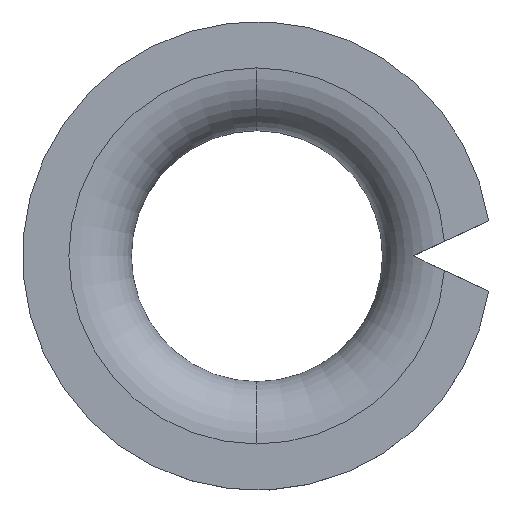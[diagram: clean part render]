
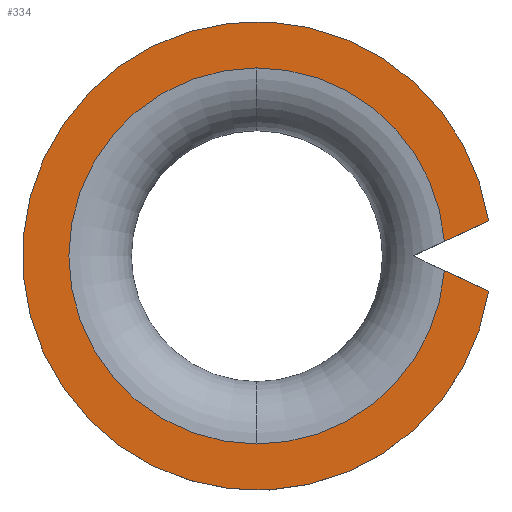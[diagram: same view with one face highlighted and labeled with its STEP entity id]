
A CAD part, top view. The second image highlights one B-rep face of the part: STEP entity #334.
In plain terms, the highlighted planar face has unit normal (0, 0, 1).
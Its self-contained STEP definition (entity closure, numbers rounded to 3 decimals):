
#41=DIRECTION('',(0.906,-0.423,0.));
#42=VECTOR('',#41,1.559);
#43=CARTESIAN_POINT('',(6.002,-0.467,0.));
#44=LINE('',#43,#42);
#45=DIRECTION('',(-0.906,-0.423,0.));
#46=VECTOR('',#45,1.559);
#47=CARTESIAN_POINT('',(7.415,1.126,0.));
#48=LINE('',#47,#46);
#49=CARTESIAN_POINT('',(0.,0.,0.));
#50=DIRECTION('',(0.,0.,1.));
#51=DIRECTION('',(0.997,0.078,0.));
#52=AXIS2_PLACEMENT_3D('',#49,#50,#51);
#54=CARTESIAN_POINT('',(0.,0.,0.));
#55=DIRECTION('',(0.,0.,-1.));
#56=DIRECTION('',(0.,-1.,0.));
#57=AXIS2_PLACEMENT_3D('',#54,#55,#56);
#59=CARTESIAN_POINT('',(0.,0.,0.));
#60=DIRECTION('',(0.,0.,1.));
#61=DIRECTION('',(0.,-1.,0.));
#62=AXIS2_PLACEMENT_3D('',#59,#60,#61);
#73=CARTESIAN_POINT('',(0.,0.,0.));
#74=DIRECTION('',(0.,0.,1.));
#75=DIRECTION('',(0.989,0.15,0.));
#76=AXIS2_PLACEMENT_3D('',#73,#74,#75);
#240=CARTESIAN_POINT('',(0.,-6.02,0.));
#241=VERTEX_POINT('',#240);
#242=CARTESIAN_POINT('',(0.,6.02,0.));
#243=VERTEX_POINT('',#242);
#246=CARTESIAN_POINT('',(6.002,-0.467,0.));
#247=CARTESIAN_POINT('',(7.415,-1.126,0.));
#248=VERTEX_POINT('',#246);
#249=VERTEX_POINT('',#247);
#250=CARTESIAN_POINT('',(7.415,1.126,0.));
#251=CARTESIAN_POINT('',(6.002,0.467,0.));
#252=VERTEX_POINT('',#250);
#253=VERTEX_POINT('',#251);
#319=CARTESIAN_POINT('',(0.,0.,0.));
#320=DIRECTION('',(0.,0.,-1.));
#321=DIRECTION('',(0.,-1.,0.));
#322=AXIS2_PLACEMENT_3D('',#319,#320,#321);
#323=PLANE('',#322);
#324=ORIENTED_EDGE('',*,*,#305,.T.);
#326=ORIENTED_EDGE('',*,*,#325,.F.);
#328=ORIENTED_EDGE('',*,*,#327,.T.);
#329=ORIENTED_EDGE('',*,*,#293,.T.);
#330=ORIENTED_EDGE('',*,*,#271,.F.);
#331=ORIENTED_EDGE('',*,*,#287,.T.);
#332=EDGE_LOOP('',(#324,#326,#328,#329,#330,#331));
#333=FACE_OUTER_BOUND('',#332,.F.);
#334=ADVANCED_FACE('',(#333),#323,.F.);
#53=CIRCLE('',#52,6.02);
#58=CIRCLE('',#57,6.02);
#63=CIRCLE('',#62,6.02);
#77=CIRCLE('',#76,7.5);
#271=EDGE_CURVE('',#241,#243,#58,.T.);
#287=EDGE_CURVE('',#241,#248,#63,.T.);
#293=EDGE_CURVE('',#253,#243,#53,.T.);
#305=EDGE_CURVE('',#248,#249,#44,.T.);
#325=EDGE_CURVE('',#252,#249,#77,.T.);
#327=EDGE_CURVE('',#252,#253,#48,.T.);
